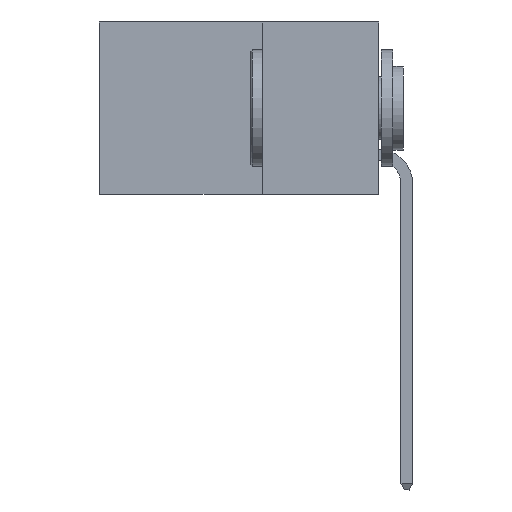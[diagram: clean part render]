
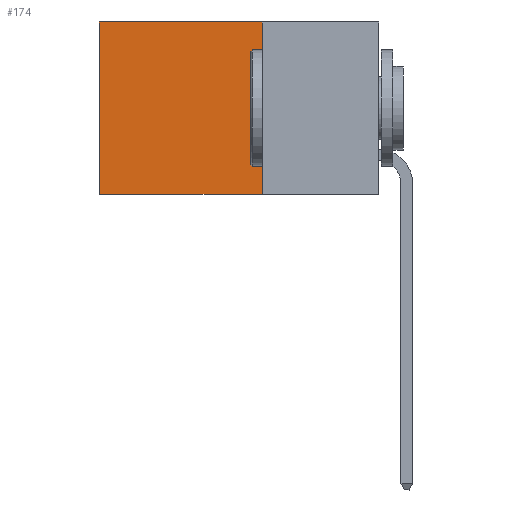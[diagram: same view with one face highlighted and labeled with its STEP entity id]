
A CAD part, left-side view. The second image highlights one B-rep face of the part: STEP entity #174.
In plain terms, the highlighted planar face has unit normal (-1, 0, 0).
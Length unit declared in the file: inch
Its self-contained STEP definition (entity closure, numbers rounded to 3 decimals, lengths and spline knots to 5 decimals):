
#99 = CARTESIAN_POINT ( 'NONE',  ( 0.2615, 0.25, -0.37 ) ) ;
#161 = ORIENTED_EDGE ( 'NONE', *, *, #2871, .T. ) ;
#174 = ADVANCED_FACE ( 'NONE', ( #7672 ), #10727, .F. ) ;
#1224 = VECTOR ( 'NONE', #5570, 39.37008 ) ;
#1753 = ORIENTED_EDGE ( 'NONE', *, *, #6825, .F. ) ;
#2105 = ORIENTED_EDGE ( 'NONE', *, *, #9919, .F. ) ;
#2760 = LINE ( 'NONE', #4583, #4044 ) ;
#2800 = CARTESIAN_POINT ( 'NONE',  ( 0.2615, 0.25, -0.37 ) ) ;
#2865 = LINE ( 'NONE', #10341, #1224 ) ;
#2871 = EDGE_CURVE ( 'NONE', #8520, #6280, #12383, .T. ) ;
#3816 = CARTESIAN_POINT ( 'NONE',  ( 0.2615, 0.25, 0. ) ) ;
#4044 = VECTOR ( 'NONE', #10351, 39.37008 ) ;
#4092 = VERTEX_POINT ( 'NONE', #7925 ) ;
#4213 = EDGE_LOOP ( 'NONE', ( #7564, #2105, #1753, #161 ) ) ;
#4222 = VECTOR ( 'NONE', #4744, 39.37008 ) ;
#4583 = CARTESIAN_POINT ( 'NONE',  ( 0.2615, 0.25, -0.37 ) ) ;
#4724 = AXIS2_PLACEMENT_3D ( 'NONE', #4964, #11493, #8794 ) ;
#4744 = DIRECTION ( 'NONE',  ( 0., 0., -1. ) ) ;
#4964 = CARTESIAN_POINT ( 'NONE',  ( 0.2615, 0.25, -0.37 ) ) ;
#5570 = DIRECTION ( 'NONE',  ( 0., 0., -1. ) ) ;
#6280 = VERTEX_POINT ( 'NONE', #7337 ) ;
#6283 = CARTESIAN_POINT ( 'NONE',  ( 0.2615, 0.25, 0. ) ) ;
#6825 = EDGE_CURVE ( 'NONE', #8520, #10401, #10338, .T. ) ;
#7337 = CARTESIAN_POINT ( 'NONE',  ( 0.2615, 0.6, 0. ) ) ;
#7564 = ORIENTED_EDGE ( 'NONE', *, *, #10235, .T. ) ;
#7627 = DIRECTION ( 'NONE',  ( 0., 1., 0. ) ) ;
#7672 = FACE_OUTER_BOUND ( 'NONE', #4213, .T. ) ;
#7925 = CARTESIAN_POINT ( 'NONE',  ( 0.2615, 0.6, -0.37 ) ) ;
#8520 = VERTEX_POINT ( 'NONE', #6283 ) ;
#8794 = DIRECTION ( 'NONE',  ( 0., 0., -1. ) ) ;
#9919 = EDGE_CURVE ( 'NONE', #10401, #4092, #2760, .T. ) ;
#10235 = EDGE_CURVE ( 'NONE', #6280, #4092, #2865, .T. ) ;
#10338 = LINE ( 'NONE', #2800, #4222 ) ;
#10341 = CARTESIAN_POINT ( 'NONE',  ( 0.2615, 0.6, -0.37 ) ) ;
#10351 = DIRECTION ( 'NONE',  ( 0., 1., 0. ) ) ;
#10401 = VERTEX_POINT ( 'NONE', #99 ) ;
#10727 = PLANE ( 'NONE',  #4724 ) ;
#11493 = DIRECTION ( 'NONE',  ( 1., 0., 0. ) ) ;
#11955 = VECTOR ( 'NONE', #7627, 39.37008 ) ;
#12383 = LINE ( 'NONE', #3816, #11955 ) ;
